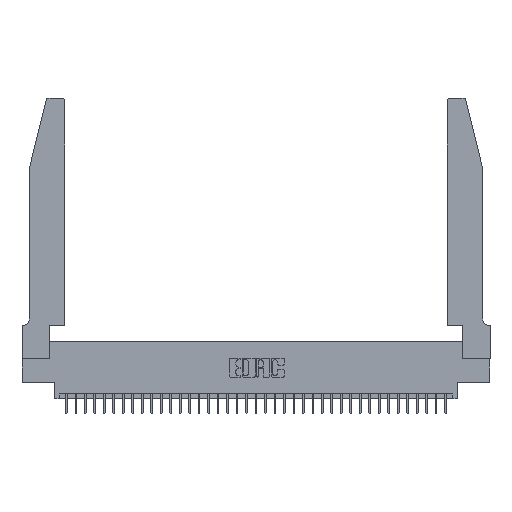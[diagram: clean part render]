
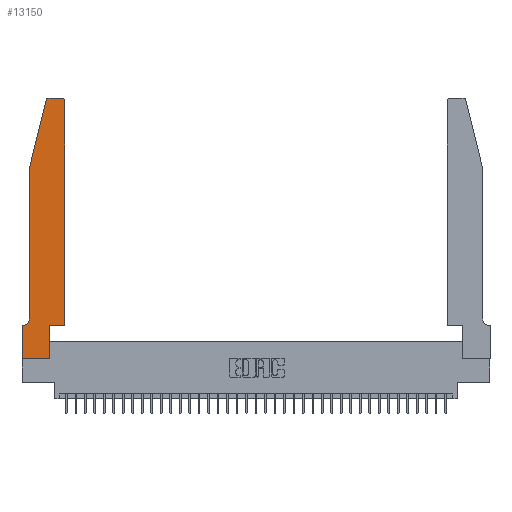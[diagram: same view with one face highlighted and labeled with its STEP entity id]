
A CAD part, top view. The second image highlights one B-rep face of the part: STEP entity #13150.
In plain terms, the highlighted planar face has unit normal (0, 0, 1).
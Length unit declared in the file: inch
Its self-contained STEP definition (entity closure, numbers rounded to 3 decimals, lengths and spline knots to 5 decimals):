
#482 = LINE ( 'NONE', #35888, #32949 ) ;
#841 = LINE ( 'NONE', #25491, #32874 ) ;
#846 = VECTOR ( 'NONE', #11212, 39.37008 ) ;
#1386 = VERTEX_POINT ( 'NONE', #35416 ) ;
#1722 = VECTOR ( 'NONE', #12686, 39.37008 ) ;
#1888 = VERTEX_POINT ( 'NONE', #23439 ) ;
#2124 = ORIENTED_EDGE ( 'NONE', *, *, #8183, .T. ) ;
#2429 = CIRCLE ( 'NONE', #12297, 0.03 ) ;
#3234 = EDGE_CURVE ( 'NONE', #21700, #36646, #841, .T. ) ;
#3294 = AXIS2_PLACEMENT_3D ( 'NONE', #36861, #13751, #25292 ) ;
#3801 = FACE_OUTER_BOUND ( 'NONE', #14663, .T. ) ;
#4300 = CARTESIAN_POINT ( 'NONE',  ( 0.0055, 0.35, 0.37 ) ) ;
#4309 = DIRECTION ( 'NONE',  ( 1., 0., 0. ) ) ;
#4462 = AXIS2_PLACEMENT_3D ( 'NONE', #27588, #18674, #30513 ) ;
#5468 = CARTESIAN_POINT ( 'NONE',  ( 0.4505, 0.35, 0.37 ) ) ;
#6002 = EDGE_CURVE ( 'NONE', #31754, #21700, #21433, .T. ) ;
#8143 = DIRECTION ( 'NONE',  ( 0., 0., 1. ) ) ;
#8183 = EDGE_CURVE ( 'NONE', #8209, #1888, #21342, .T. ) ;
#8209 = VERTEX_POINT ( 'NONE', #16592 ) ;
#8746 = DIRECTION ( 'NONE',  ( 0., -1., 0. ) ) ;
#8948 = EDGE_CURVE ( 'NONE', #11195, #17148, #9128, .T. ) ;
#9128 = LINE ( 'NONE', #5468, #19019 ) ;
#9420 = LINE ( 'NONE', #33048, #1722 ) ;
#9431 = LINE ( 'NONE', #17216, #846 ) ;
#10607 = ORIENTED_EDGE ( 'NONE', *, *, #20690, .T. ) ;
#10924 = EDGE_CURVE ( 'NONE', #27505, #31754, #9420, .T. ) ;
#11195 = VERTEX_POINT ( 'NONE', #22088 ) ;
#11212 = DIRECTION ( 'NONE',  ( 0., 1., 0. ) ) ;
#11367 = ORIENTED_EDGE ( 'NONE', *, *, #25014, .T. ) ;
#11870 = CARTESIAN_POINT ( 'NONE',  ( 0., 0., 0.37 ) ) ;
#12183 = ORIENTED_EDGE ( 'NONE', *, *, #3234, .T. ) ;
#12297 = AXIS2_PLACEMENT_3D ( 'NONE', #22370, #8143, #13580 ) ;
#12686 = DIRECTION ( 'NONE',  ( 0., -1., 0. ) ) ;
#12749 = CARTESIAN_POINT ( 'NONE',  ( 0.0755, 0.42, 0.37 ) ) ;
#13150 = ADVANCED_FACE ( 'NONE', ( #3801 ), #21713, .T. ) ;
#13580 = DIRECTION ( 'NONE',  ( 1., 0., 0. ) ) ;
#13751 = DIRECTION ( 'NONE',  ( 0., 0., -1. ) ) ;
#13834 = DIRECTION ( 'NONE',  ( -1., 0., 0. ) ) ;
#14506 = CARTESIAN_POINT ( 'NONE',  ( 0., 0.35, 0.37 ) ) ;
#14663 = EDGE_LOOP ( 'NONE', ( #11367, #2124, #36131, #30245, #28213, #12183, #20877, #26114, #10607, #16219, #26060, #33351 ) ) ;
#15803 = VERTEX_POINT ( 'NONE', #18512 ) ;
#16219 = ORIENTED_EDGE ( 'NONE', *, *, #29258, .T. ) ;
#16592 = CARTESIAN_POINT ( 'NONE',  ( 0.284, 2.75, 0.37 ) ) ;
#17083 = AXIS2_PLACEMENT_3D ( 'NONE', #24763, #36333, #22392 ) ;
#17148 = VERTEX_POINT ( 'NONE', #33821 ) ;
#17216 = CARTESIAN_POINT ( 'NONE',  ( 0.2865, 0.35, 0.37 ) ) ;
#17609 = EDGE_CURVE ( 'NONE', #20153, #15803, #24906, .T. ) ;
#17645 = DIRECTION ( 'NONE',  ( -0.239, -0.971, 0. ) ) ;
#18512 = CARTESIAN_POINT ( 'NONE',  ( 0.2865, 0., 0.37 ) ) ;
#18674 = DIRECTION ( 'NONE',  ( 0., 0., 1. ) ) ;
#19019 = VECTOR ( 'NONE', #31652, 39.37008 ) ;
#20153 = VERTEX_POINT ( 'NONE', #11870 ) ;
#20690 = EDGE_CURVE ( 'NONE', #15803, #1386, #9431, .T. ) ;
#20877 = ORIENTED_EDGE ( 'NONE', *, *, #34806, .T. ) ;
#21062 = VECTOR ( 'NONE', #17645, 39.37008 ) ;
#21342 = CIRCLE ( 'NONE', #17083, 0.03 ) ;
#21433 = CIRCLE ( 'NONE', #3294, 0.07 ) ;
#21585 = DIRECTION ( 'NONE',  ( 1., 0., 0. ) ) ;
#21700 = VERTEX_POINT ( 'NONE', #4300 ) ;
#21713 = PLANE ( 'NONE',  #4462 ) ;
#21969 = LINE ( 'NONE', #28852, #21062 ) ;
#22088 = CARTESIAN_POINT ( 'NONE',  ( 0.4505, 0.35, 0.37 ) ) ;
#22370 = CARTESIAN_POINT ( 'NONE',  ( 0.4205, 2.72, 0.37 ) ) ;
#22392 = DIRECTION ( 'NONE',  ( 1., 0., 0. ) ) ;
#23439 = CARTESIAN_POINT ( 'NONE',  ( 0.25487, 2.72718, 0.37 ) ) ;
#24763 = CARTESIAN_POINT ( 'NONE',  ( 0.284, 2.72, 0.37 ) ) ;
#24906 = LINE ( 'NONE', #36265, #31689 ) ;
#25014 = EDGE_CURVE ( 'NONE', #35818, #8209, #33458, .T. ) ;
#25141 = LINE ( 'NONE', #34770, #31923 ) ;
#25292 = DIRECTION ( 'NONE',  ( -1., 0., 0. ) ) ;
#25369 = CARTESIAN_POINT ( 'NONE',  ( 0.0755, 2., 0.37 ) ) ;
#25491 = CARTESIAN_POINT ( 'NONE',  ( 0.0755, 0.35, 0.37 ) ) ;
#26060 = ORIENTED_EDGE ( 'NONE', *, *, #8948, .T. ) ;
#26114 = ORIENTED_EDGE ( 'NONE', *, *, #17609, .T. ) ;
#27505 = VERTEX_POINT ( 'NONE', #25369 ) ;
#27588 = CARTESIAN_POINT ( 'NONE',  ( 0., 0.35, 0.37 ) ) ;
#27607 = EDGE_CURVE ( 'NONE', #17148, #35818, #2429, .T. ) ;
#28213 = ORIENTED_EDGE ( 'NONE', *, *, #6002, .T. ) ;
#28327 = CARTESIAN_POINT ( 'NONE',  ( 0.2605, 2.75, 0.37 ) ) ;
#28852 = CARTESIAN_POINT ( 'NONE',  ( 0.0755, 2., 0.37 ) ) ;
#29258 = EDGE_CURVE ( 'NONE', #1386, #11195, #482, .T. ) ;
#30245 = ORIENTED_EDGE ( 'NONE', *, *, #10924, .T. ) ;
#30513 = DIRECTION ( 'NONE',  ( 1., 0., 0. ) ) ;
#30537 = CARTESIAN_POINT ( 'NONE',  ( 0.4205, 2.75, 0.37 ) ) ;
#30832 = DIRECTION ( 'NONE',  ( -1., 0., 0. ) ) ;
#31492 = EDGE_CURVE ( 'NONE', #1888, #27505, #21969, .T. ) ;
#31652 = DIRECTION ( 'NONE',  ( 0., 1., 0. ) ) ;
#31689 = VECTOR ( 'NONE', #4309, 39.37008 ) ;
#31754 = VERTEX_POINT ( 'NONE', #12749 ) ;
#31923 = VECTOR ( 'NONE', #8746, 39.37008 ) ;
#32874 = VECTOR ( 'NONE', #13834, 39.37008 ) ;
#32949 = VECTOR ( 'NONE', #21585, 39.37008 ) ;
#33048 = CARTESIAN_POINT ( 'NONE',  ( 0.0755, 2., 0.37 ) ) ;
#33351 = ORIENTED_EDGE ( 'NONE', *, *, #27607, .T. ) ;
#33458 = LINE ( 'NONE', #28327, #36561 ) ;
#33821 = CARTESIAN_POINT ( 'NONE',  ( 0.4505, 2.72, 0.37 ) ) ;
#34770 = CARTESIAN_POINT ( 'NONE',  ( 0., 0., 0.37 ) ) ;
#34806 = EDGE_CURVE ( 'NONE', #36646, #20153, #25141, .T. ) ;
#35416 = CARTESIAN_POINT ( 'NONE',  ( 0.2865, 0.35, 0.37 ) ) ;
#35818 = VERTEX_POINT ( 'NONE', #30537 ) ;
#35888 = CARTESIAN_POINT ( 'NONE',  ( 0.4505, 0.35, 0.37 ) ) ;
#36131 = ORIENTED_EDGE ( 'NONE', *, *, #31492, .T. ) ;
#36265 = CARTESIAN_POINT ( 'NONE',  ( 0., 0., 0.37 ) ) ;
#36333 = DIRECTION ( 'NONE',  ( 0., 0., 1. ) ) ;
#36561 = VECTOR ( 'NONE', #30832, 39.37008 ) ;
#36646 = VERTEX_POINT ( 'NONE', #14506 ) ;
#36861 = CARTESIAN_POINT ( 'NONE',  ( 0.0055, 0.42, 0.37 ) ) ;
